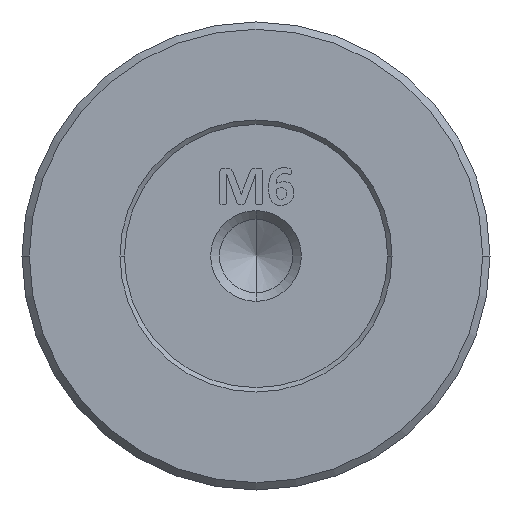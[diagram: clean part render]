
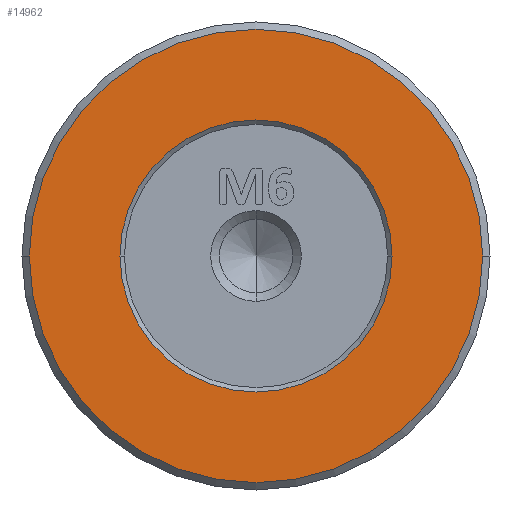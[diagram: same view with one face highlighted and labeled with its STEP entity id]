
A CAD part, left-side view. The second image highlights one B-rep face of the part: STEP entity #14962.
In plain terms, the highlighted planar face has unit normal (-1, 0, 0).
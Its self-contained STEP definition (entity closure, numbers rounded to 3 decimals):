
#1038 = FACE_BOUND ( 'NONE', #27265, .T. ) ;
#1091 = CARTESIAN_POINT ( 'NONE',  ( -304.338, 14.21, 7.25 ) ) ;
#2198 = AXIS2_PLACEMENT_3D ( 'NONE', #1091, #10740, #13126 ) ;
#3557 = AXIS2_PLACEMENT_3D ( 'NONE', #29827, #22896, #27462 ) ;
#3889 = EDGE_LOOP ( 'NONE', ( #17374, #23043 ) ) ;
#5366 = EDGE_CURVE ( 'NONE', #20239, #15151, #13690, .T. ) ;
#7070 = CARTESIAN_POINT ( 'NONE',  ( -304.338, 29.71, 7.25 ) ) ;
#8543 = CARTESIAN_POINT ( 'NONE',  ( -304.338, 14.21, 7.25 ) ) ;
#10688 = PLANE ( 'NONE',  #19469 ) ;
#10740 = DIRECTION ( 'NONE',  ( -1., 0., 0. ) ) ;
#11953 = DIRECTION ( 'NONE',  ( 0., -1., 0. ) ) ;
#13126 = DIRECTION ( 'NONE',  ( 0., -1., 0. ) ) ;
#13690 = CIRCLE ( 'NONE', #3557, 9.3 ) ;
#13839 = CIRCLE ( 'NONE', #2198, 15.5 ) ;
#14519 = VERTEX_POINT ( 'NONE', #29264 ) ;
#14632 = CARTESIAN_POINT ( 'NONE',  ( -304.338, 23.51, 7.25 ) ) ;
#14962 = ADVANCED_FACE ( 'NONE', ( #1038, #27111 ), #10688, .T. ) ;
#15151 = VERTEX_POINT ( 'NONE', #14632 ) ;
#16163 = DIRECTION ( 'NONE',  ( 0., -1., 0. ) ) ;
#16231 = EDGE_CURVE ( 'NONE', #20412, #14519, #26522, .T. ) ;
#17374 = ORIENTED_EDGE ( 'NONE', *, *, #16231, .T. ) ;
#17468 = AXIS2_PLACEMENT_3D ( 'NONE', #8543, #18225, #16163 ) ;
#17925 = AXIS2_PLACEMENT_3D ( 'NONE', #18777, #26000, #11953 ) ;
#18011 = EDGE_CURVE ( 'NONE', #15151, #20239, #24947, .T. ) ;
#18225 = DIRECTION ( 'NONE',  ( -1., 0., 0. ) ) ;
#18777 = CARTESIAN_POINT ( 'NONE',  ( -304.338, 14.21, 7.25 ) ) ;
#19469 = AXIS2_PLACEMENT_3D ( 'NONE', #20330, #29930, #22842 ) ;
#20239 = VERTEX_POINT ( 'NONE', #27188 ) ;
#20330 = CARTESIAN_POINT ( 'NONE',  ( -304.338, 14.21, 7.25 ) ) ;
#20412 = VERTEX_POINT ( 'NONE', #7070 ) ;
#22842 = DIRECTION ( 'NONE',  ( 0., 1., 0. ) ) ;
#22896 = DIRECTION ( 'NONE',  ( 1., 0., 0. ) ) ;
#23043 = ORIENTED_EDGE ( 'NONE', *, *, #24057, .T. ) ;
#23149 = ORIENTED_EDGE ( 'NONE', *, *, #18011, .T. ) ;
#23674 = ORIENTED_EDGE ( 'NONE', *, *, #5366, .T. ) ;
#24057 = EDGE_CURVE ( 'NONE', #14519, #20412, #13839, .T. ) ;
#24947 = CIRCLE ( 'NONE', #17925, 9.3 ) ;
#26000 = DIRECTION ( 'NONE',  ( 1., 0., 0. ) ) ;
#26522 = CIRCLE ( 'NONE', #17468, 15.5 ) ;
#27111 = FACE_OUTER_BOUND ( 'NONE', #3889, .T. ) ;
#27188 = CARTESIAN_POINT ( 'NONE',  ( -304.338, 4.91, 7.25 ) ) ;
#27265 = EDGE_LOOP ( 'NONE', ( #23674, #23149 ) ) ;
#27462 = DIRECTION ( 'NONE',  ( 0., -1., 0. ) ) ;
#29264 = CARTESIAN_POINT ( 'NONE',  ( -304.338, -1.29, 7.25 ) ) ;
#29827 = CARTESIAN_POINT ( 'NONE',  ( -304.338, 14.21, 7.25 ) ) ;
#29930 = DIRECTION ( 'NONE',  ( -1., 0., 0. ) ) ;
